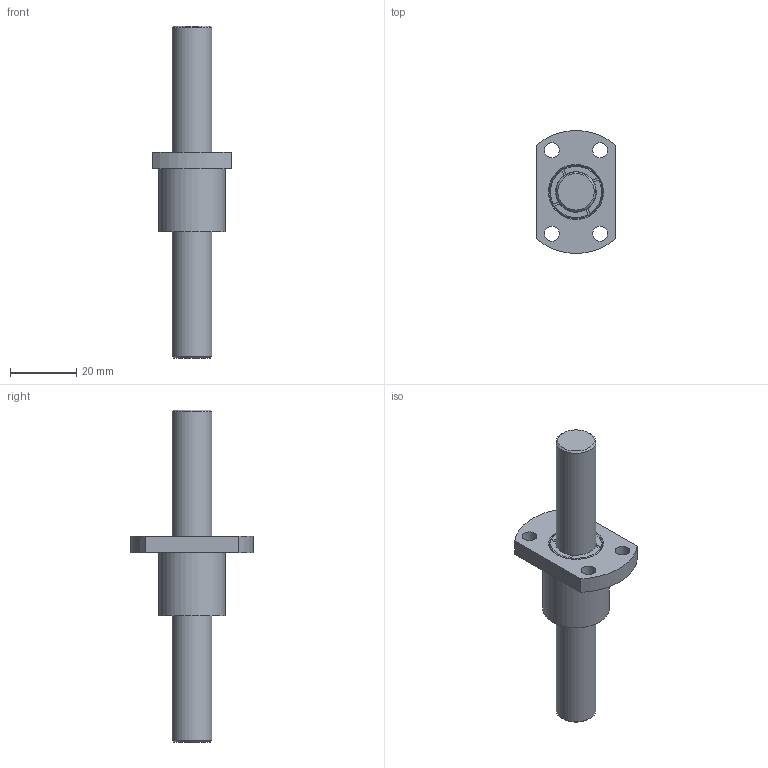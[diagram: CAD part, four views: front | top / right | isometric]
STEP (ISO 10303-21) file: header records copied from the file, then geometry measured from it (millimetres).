
FILE_DESCRIPTION(/* description */ ('STEP AP214'),/* implementation_level */ '2;1');
FILE_NAME(/* name */ 'SFKR1202-4(100N1N100-1)',/* time_stamp */ '2025-09-08T11:19:07+02:00',/* author */ ('License CC BY-ND 4.0'),/* organization */ ('CADENAS'),/* preprocessor_version */ 'ST-DEVELOPER v19.3',/* originating_system */ 'PARTsolutions',/* authorisation */ ' ');
FILE_SCHEMA (('AUTOMOTIVE_DESIGN {1 0 10303 214 3 1 1}'));
Length unit declared in the file: millimetre
Products named in the file (1): SFKR1202-4(100N1N100-1)
Bounding box: 24 x 36.89 x 100 mm (x, y, z)
Volume: 18324.4 mm3; surface area: 6562.6 mm2
Topology: 1 solids, 1 shells, 56 faces, 130 edges, 81 vertices
Faces by surface type: cylinder 27, plane 17, torus 8, cone 4
Full cylindrical faces by diameter (mm): 4.5 x4, 12 x2, 12.2 x2, 20 x1
Entity records: 1586 total; most frequent: CARTESIAN_POINT 365, DIRECTION 250, ORIENTED_EDGE 224, AXIS2_PLACEMENT_3D 113, EDGE_CURVE 112, EDGE_LOOP 82, FACE_BOUND 82, VERTEX_POINT 76
